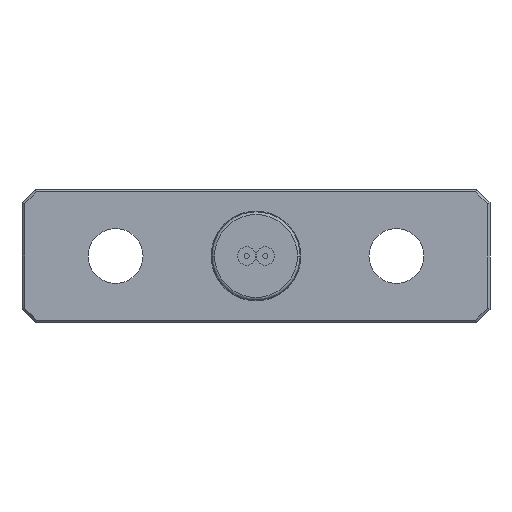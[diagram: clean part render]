
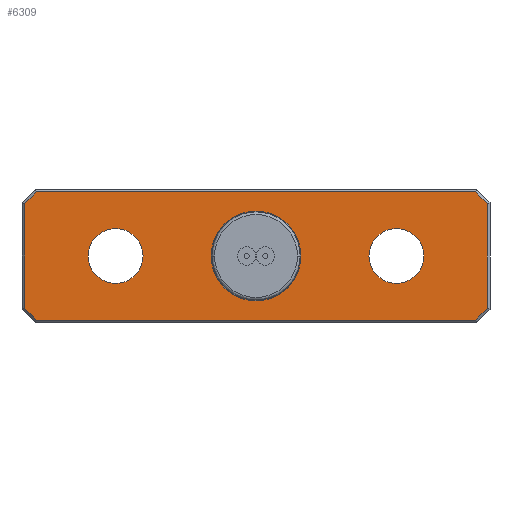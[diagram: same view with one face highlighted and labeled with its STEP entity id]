
A CAD part, front view. The second image highlights one B-rep face of the part: STEP entity #6309.
In plain terms, the highlighted planar face has unit normal (0, -1, 0).
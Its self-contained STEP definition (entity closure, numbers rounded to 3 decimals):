
#1 = DIRECTION ( 'NONE',  ( -0.707, 0., -0.707 ) ) ;
#19 = CARTESIAN_POINT ( 'NONE',  ( 16.417, -29., -4.8 ) ) ;
#126 = AXIS2_PLACEMENT_3D ( 'NONE', #3431, #4960, #3361 ) ;
#144 = EDGE_CURVE ( 'NONE', #5717, #6013, #2699, .T. ) ;
#245 = LINE ( 'NONE', #283, #1041 ) ;
#283 = CARTESIAN_POINT ( 'NONE',  ( -17.3, -29., 0. ) ) ;
#450 = EDGE_CURVE ( 'NONE', #1679, #6181, #776, .T. ) ;
#546 = AXIS2_PLACEMENT_3D ( 'NONE', #2354, #564, #2317 ) ;
#564 = DIRECTION ( 'NONE',  ( 0., 1., 0. ) ) ;
#649 = VERTEX_POINT ( 'NONE', #6974 ) ;
#712 = CARTESIAN_POINT ( 'NONE',  ( -12.55, -29., 0. ) ) ;
#776 = CIRCLE ( 'NONE', #4832, 2.05 ) ;
#974 = CARTESIAN_POINT ( 'NONE',  ( -16.359, -29., -4.859 ) ) ;
#983 = ORIENTED_EDGE ( 'NONE', *, *, #1533, .T. ) ;
#1003 = CARTESIAN_POINT ( 'NONE',  ( 12.55, -29., 0. ) ) ;
#1041 = VECTOR ( 'NONE', #2928, 1000. ) ;
#1080 = VECTOR ( 'NONE', #6226, 1000. ) ;
#1132 = DIRECTION ( 'NONE',  ( 0., 1., 0. ) ) ;
#1168 = CARTESIAN_POINT ( 'NONE',  ( -10.5, -29., 0. ) ) ;
#1230 = DIRECTION ( 'NONE',  ( 0., 1., 0. ) ) ;
#1332 = DIRECTION ( 'NONE',  ( 1., 0., 0. ) ) ;
#1387 = EDGE_CURVE ( 'NONE', #2263, #6775, #3192, .T. ) ;
#1414 = EDGE_LOOP ( 'NONE', ( #5566, #2565 ) ) ;
#1423 = ORIENTED_EDGE ( 'NONE', *, *, #6488, .T. ) ;
#1446 = CARTESIAN_POINT ( 'NONE',  ( 16.359, -29., 4.859 ) ) ;
#1468 = DIRECTION ( 'NONE',  ( -1., 0., 0. ) ) ;
#1518 = CIRCLE ( 'NONE', #6154, 3.357 ) ;
#1533 = EDGE_CURVE ( 'NONE', #2154, #649, #3681, .T. ) ;
#1617 = VERTEX_POINT ( 'NONE', #5261 ) ;
#1652 = EDGE_CURVE ( 'NONE', #6013, #5090, #245, .T. ) ;
#1657 = FACE_BOUND ( 'NONE', #4500, .T. ) ;
#1679 = VERTEX_POINT ( 'NONE', #712 ) ;
#1724 = FACE_OUTER_BOUND ( 'NONE', #5088, .T. ) ;
#1829 = VECTOR ( 'NONE', #3978, 1000. ) ;
#1881 = VECTOR ( 'NONE', #1332, 1000. ) ;
#1885 = LINE ( 'NONE', #1446, #4654 ) ;
#1949 = DIRECTION ( 'NONE',  ( 0., 1., 0. ) ) ;
#2107 = AXIS2_PLACEMENT_3D ( 'NONE', #4842, #6479, #3176 ) ;
#2148 = ORIENTED_EDGE ( 'NONE', *, *, #5921, .T. ) ;
#2149 = CARTESIAN_POINT ( 'NONE',  ( 17.3, -29., 3.917 ) ) ;
#2154 = VERTEX_POINT ( 'NONE', #5061 ) ;
#2241 = EDGE_LOOP ( 'NONE', ( #983, #2301 ) ) ;
#2263 = VERTEX_POINT ( 'NONE', #19 ) ;
#2284 = CARTESIAN_POINT ( 'NONE',  ( -16.417, -29., 4.8 ) ) ;
#2301 = ORIENTED_EDGE ( 'NONE', *, *, #3612, .T. ) ;
#2317 = DIRECTION ( 'NONE',  ( -1., 0., 0. ) ) ;
#2354 = CARTESIAN_POINT ( 'NONE',  ( 0., -29., 0. ) ) ;
#2464 = DIRECTION ( 'NONE',  ( 1., 0., 0. ) ) ;
#2478 = ORIENTED_EDGE ( 'NONE', *, *, #144, .T. ) ;
#2496 = CARTESIAN_POINT ( 'NONE',  ( 17.3, -29., 4. ) ) ;
#2525 = VECTOR ( 'NONE', #1, 1000. ) ;
#2565 = ORIENTED_EDGE ( 'NONE', *, *, #5391, .T. ) ;
#2699 = LINE ( 'NONE', #2764, #2525 ) ;
#2741 = LINE ( 'NONE', #4951, #3622 ) ;
#2748 = FACE_BOUND ( 'NONE', #2241, .T. ) ;
#2764 = CARTESIAN_POINT ( 'NONE',  ( -17.359, -29., 3.859 ) ) ;
#2839 = ORIENTED_EDGE ( 'NONE', *, *, #5599, .T. ) ;
#2882 = PLANE ( 'NONE',  #126 ) ;
#2928 = DIRECTION ( 'NONE',  ( 0., 0., -1. ) ) ;
#2966 = DIRECTION ( 'NONE',  ( 1., 0., 0. ) ) ;
#3147 = DIRECTION ( 'NONE',  ( 0.707, 0., -0.707 ) ) ;
#3176 = DIRECTION ( 'NONE',  ( 1., 0., 0. ) ) ;
#3185 = CARTESIAN_POINT ( 'NONE',  ( -17.3, -29., 3.917 ) ) ;
#3192 = LINE ( 'NONE', #5538, #1829 ) ;
#3361 = DIRECTION ( 'NONE',  ( 1., 0., 0. ) ) ;
#3431 = CARTESIAN_POINT ( 'NONE',  ( 0., -29., 0. ) ) ;
#3432 = ORIENTED_EDGE ( 'NONE', *, *, #6001, .T. ) ;
#3603 = EDGE_CURVE ( 'NONE', #5586, #5966, #5803, .T. ) ;
#3612 = EDGE_CURVE ( 'NONE', #649, #2154, #1518, .T. ) ;
#3622 = VECTOR ( 'NONE', #6481, 1000. ) ;
#3681 = CIRCLE ( 'NONE', #546, 3.357 ) ;
#3914 = ORIENTED_EDGE ( 'NONE', *, *, #1387, .T. ) ;
#3934 = CARTESIAN_POINT ( 'NONE',  ( 16.417, -29., 4.8 ) ) ;
#3955 = CIRCLE ( 'NONE', #5000, 2.05 ) ;
#3971 = ORIENTED_EDGE ( 'NONE', *, *, #6583, .T. ) ;
#3978 = DIRECTION ( 'NONE',  ( 0.707, 0., 0.707 ) ) ;
#4007 = CARTESIAN_POINT ( 'NONE',  ( -17.3, -29., -3.917 ) ) ;
#4052 = ORIENTED_EDGE ( 'NONE', *, *, #3603, .T. ) ;
#4059 = ORIENTED_EDGE ( 'NONE', *, *, #4442, .T. ) ;
#4084 = CARTESIAN_POINT ( 'NONE',  ( 16.5, -29., -4.8 ) ) ;
#4227 = CARTESIAN_POINT ( 'NONE',  ( 17.3, -29., -3.917 ) ) ;
#4257 = DIRECTION ( 'NONE',  ( 0., 1., 0. ) ) ;
#4406 = VERTEX_POINT ( 'NONE', #2149 ) ;
#4442 = EDGE_CURVE ( 'NONE', #5966, #5586, #3955, .T. ) ;
#4499 = DIRECTION ( 'NONE',  ( 1., 0., 0. ) ) ;
#4500 = EDGE_LOOP ( 'NONE', ( #4059, #4052 ) ) ;
#4654 = VECTOR ( 'NONE', #6385, 1000. ) ;
#4668 = LINE ( 'NONE', #2496, #1080 ) ;
#4832 = AXIS2_PLACEMENT_3D ( 'NONE', #1168, #1132, #4499 ) ;
#4842 = CARTESIAN_POINT ( 'NONE',  ( 10.5, -29., 0. ) ) ;
#4901 = AXIS2_PLACEMENT_3D ( 'NONE', #6923, #1949, #2464 ) ;
#4951 = CARTESIAN_POINT ( 'NONE',  ( 0., -29., 4.8 ) ) ;
#4960 = DIRECTION ( 'NONE',  ( 0., 1., 0. ) ) ;
#5000 = AXIS2_PLACEMENT_3D ( 'NONE', #6274, #1230, #2966 ) ;
#5061 = CARTESIAN_POINT ( 'NONE',  ( -3.357, -29., 0. ) ) ;
#5088 = EDGE_LOOP ( 'NONE', ( #1423, #2148, #2839, #2478, #5164, #3432, #3971, #3914 ) ) ;
#5090 = VERTEX_POINT ( 'NONE', #4007 ) ;
#5164 = ORIENTED_EDGE ( 'NONE', *, *, #1652, .T. ) ;
#5261 = CARTESIAN_POINT ( 'NONE',  ( -16.417, -29., -4.8 ) ) ;
#5391 = EDGE_CURVE ( 'NONE', #6181, #1679, #6520, .T. ) ;
#5457 = CARTESIAN_POINT ( 'NONE',  ( 0., -29., 0. ) ) ;
#5538 = CARTESIAN_POINT ( 'NONE',  ( 17.359, -29., -3.859 ) ) ;
#5566 = ORIENTED_EDGE ( 'NONE', *, *, #450, .T. ) ;
#5586 = VERTEX_POINT ( 'NONE', #1003 ) ;
#5599 = EDGE_CURVE ( 'NONE', #6285, #5717, #2741, .T. ) ;
#5717 = VERTEX_POINT ( 'NONE', #2284 ) ;
#5803 = CIRCLE ( 'NONE', #2107, 2.05 ) ;
#5921 = EDGE_CURVE ( 'NONE', #4406, #6285, #1885, .T. ) ;
#5966 = VERTEX_POINT ( 'NONE', #6965 ) ;
#6001 = EDGE_CURVE ( 'NONE', #5090, #1617, #7143, .T. ) ;
#6013 = VERTEX_POINT ( 'NONE', #3185 ) ;
#6154 = AXIS2_PLACEMENT_3D ( 'NONE', #5457, #4257, #1468 ) ;
#6181 = VERTEX_POINT ( 'NONE', #7037 ) ;
#6226 = DIRECTION ( 'NONE',  ( 0., 0., 1. ) ) ;
#6274 = CARTESIAN_POINT ( 'NONE',  ( 10.5, -29., 0. ) ) ;
#6285 = VERTEX_POINT ( 'NONE', #3934 ) ;
#6309 = ADVANCED_FACE ( 'Defeature ausgef�hrt1_22', ( #1657, #6665, #2748, #1724 ), #2882, .F. ) ;
#6385 = DIRECTION ( 'NONE',  ( -0.707, 0., 0.707 ) ) ;
#6479 = DIRECTION ( 'NONE',  ( 0., 1., 0. ) ) ;
#6481 = DIRECTION ( 'NONE',  ( -1., 0., 0. ) ) ;
#6488 = EDGE_CURVE ( 'NONE', #6775, #4406, #4668, .T. ) ;
#6520 = CIRCLE ( 'NONE', #4901, 2.05 ) ;
#6583 = EDGE_CURVE ( 'NONE', #1617, #2263, #6847, .T. ) ;
#6619 = VECTOR ( 'NONE', #3147, 1000. ) ;
#6665 = FACE_BOUND ( 'NONE', #1414, .T. ) ;
#6775 = VERTEX_POINT ( 'NONE', #4227 ) ;
#6847 = LINE ( 'NONE', #4084, #1881 ) ;
#6923 = CARTESIAN_POINT ( 'NONE',  ( -10.5, -29., 0. ) ) ;
#6965 = CARTESIAN_POINT ( 'NONE',  ( 8.45, -29., 0. ) ) ;
#6974 = CARTESIAN_POINT ( 'NONE',  ( 3.357, -29., 0. ) ) ;
#7037 = CARTESIAN_POINT ( 'NONE',  ( -8.45, -29., 0. ) ) ;
#7143 = LINE ( 'NONE', #974, #6619 ) ;
